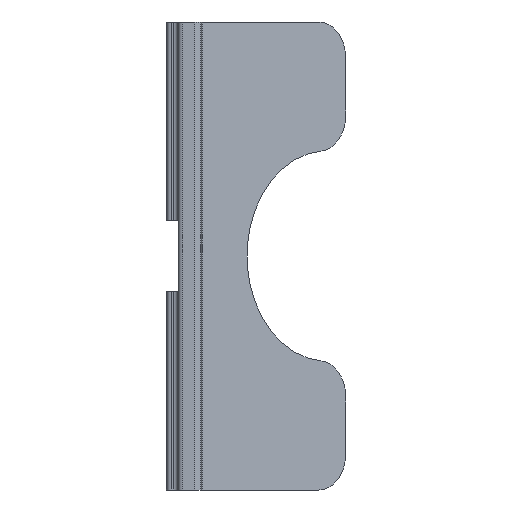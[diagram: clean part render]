
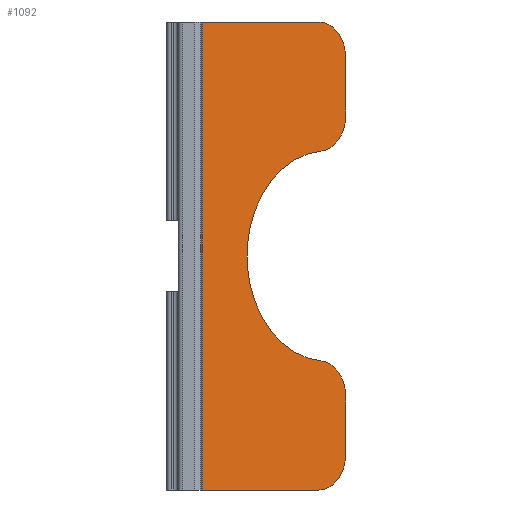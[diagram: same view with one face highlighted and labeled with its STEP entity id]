
A CAD part, left-side view. The second image highlights one B-rep face of the part: STEP entity #1092.
In plain terms, the highlighted planar face has unit normal (-0.766, -0.643, 0).
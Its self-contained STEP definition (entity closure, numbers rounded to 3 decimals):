
#5 = DIRECTION ( 'NONE',  ( 0., 0., 1. ) ) ;
#19 = VECTOR ( 'NONE', #1469, 1000. ) ;
#22 = CARTESIAN_POINT ( 'NONE',  ( -0.161, -7.657, -10. ) ) ;
#35 = VECTOR ( 'NONE', #1498, 1000. ) ;
#45 = AXIS2_PLACEMENT_3D ( 'NONE', #1045, #312, #1177 ) ;
#72 = DIRECTION ( 'NONE',  ( 0.643, -0.766, 0. ) ) ;
#79 = EDGE_CURVE ( 'NONE', #188, #319, #1148, .T. ) ;
#103 = VERTEX_POINT ( 'NONE', #1028 ) ;
#161 = VECTOR ( 'NONE', #660, 1000. ) ;
#188 = VERTEX_POINT ( 'NONE', #1050 ) ;
#190 = AXIS2_PLACEMENT_3D ( 'NONE', #996, #264, #1126 ) ;
#205 = FACE_OUTER_BOUND ( 'NONE', #663, .T. ) ;
#221 = EDGE_CURVE ( 'NONE', #1568, #1563, #1243, .T. ) ;
#240 = CARTESIAN_POINT ( 'NONE',  ( -1.045, -6.604, -4.484 ) ) ;
#244 = AXIS2_PLACEMENT_3D ( 'NONE', #1055, #325, #1188 ) ;
#264 = DIRECTION ( 'NONE',  ( -0.766, -0.643, 0. ) ) ;
#312 = DIRECTION ( 'NONE',  ( -0.766, -0.643, 0. ) ) ;
#319 = VERTEX_POINT ( 'NONE', #479 ) ;
#325 = DIRECTION ( 'NONE',  ( -0.766, -0.643, 0. ) ) ;
#338 = VERTEX_POINT ( 'NONE', #360 ) ;
#360 = CARTESIAN_POINT ( 'NONE',  ( -0.161, -7.657, 8.5 ) ) ;
#373 = EDGE_CURVE ( 'NONE', #1563, #1560, #1288, .T. ) ;
#386 = AXIS2_PLACEMENT_3D ( 'NONE', #1545, #809, #72 ) ;
#397 = EDGE_CURVE ( 'NONE', #969, #338, #1464, .T. ) ;
#408 = LINE ( 'NONE', #1366, #35 ) ;
#410 = AXIS2_PLACEMENT_3D ( 'NONE', #425, #551, #1402 ) ;
#425 = CARTESIAN_POINT ( 'NONE',  ( -0.161, -7.657, -10. ) ) ;
#452 = ORIENTED_EDGE ( 'NONE', *, *, #857, .T. ) ;
#476 = CIRCLE ( 'NONE', #386, 1.5 ) ;
#477 = VERTEX_POINT ( 'NONE', #1128 ) ;
#479 = CARTESIAN_POINT ( 'NONE',  ( -1.125, -6.508, 10. ) ) ;
#487 = CARTESIAN_POINT ( 'NONE',  ( -0.161, -7.657, -10. ) ) ;
#504 = EDGE_CURVE ( 'NONE', #477, #188, #408, .T. ) ;
#520 = LINE ( 'NONE', #22, #1499 ) ;
#530 = ORIENTED_EDGE ( 'NONE', *, *, #1320, .T. ) ;
#551 = DIRECTION ( 'NONE',  ( -0.766, -0.643, 0. ) ) ;
#571 = ORIENTED_EDGE ( 'NONE', *, *, #221, .T. ) ;
#623 = DIRECTION ( 'NONE',  ( 0.766, 0.643, 0. ) ) ;
#660 = DIRECTION ( 'NONE',  ( 0.643, -0.766, 0. ) ) ;
#663 = EDGE_LOOP ( 'NONE', ( #1061, #452, #777, #1112, #1427, #1149, #1472, #530, #1190, #571 ) ) ;
#757 = EDGE_CURVE ( 'NONE', #891, #1568, #1035, .T. ) ;
#777 = ORIENTED_EDGE ( 'NONE', *, *, #397, .T. ) ;
#789 = PLANE ( 'NONE',  #410 ) ;
#806 = VECTOR ( 'NONE', #5, 1000. ) ;
#809 = DIRECTION ( 'NONE',  ( -0.766, -0.643, 0. ) ) ;
#857 = EDGE_CURVE ( 'NONE', #1560, #969, #1538, .T. ) ;
#866 = CARTESIAN_POINT ( 'NONE',  ( -0.161, -7.657, -10. ) ) ;
#891 = VERTEX_POINT ( 'NONE', #1132 ) ;
#908 = EDGE_CURVE ( 'NONE', #477, #103, #520, .T. ) ;
#969 = VERTEX_POINT ( 'NONE', #1505 ) ;
#980 = AXIS2_PLACEMENT_3D ( 'NONE', #1347, #623, #1471 ) ;
#996 = CARTESIAN_POINT ( 'NONE',  ( -1.125, -6.508, 5.979 ) ) ;
#1005 = DIRECTION ( 'NONE',  ( 0.643, -0.766, 0. ) ) ;
#1028 = CARTESIAN_POINT ( 'NONE',  ( -1.125, -6.508, -10. ) ) ;
#1035 = LINE ( 'NONE', #487, #19 ) ;
#1045 = CARTESIAN_POINT ( 'NONE',  ( -1.125, -6.508, 8.5 ) ) ;
#1050 = CARTESIAN_POINT ( 'NONE',  ( -5.303, -1.528, 10. ) ) ;
#1055 = CARTESIAN_POINT ( 'NONE',  ( -1.125, -6.508, -5.979 ) ) ;
#1061 = ORIENTED_EDGE ( 'NONE', *, *, #373, .T. ) ;
#1092 = ADVANCED_FACE ( 'NONE', ( #205 ), #789, .T. ) ;
#1100 = CARTESIAN_POINT ( 'NONE',  ( -1.045, -6.604, 4.484 ) ) ;
#1112 = ORIENTED_EDGE ( 'NONE', *, *, #1269, .T. ) ;
#1126 = DIRECTION ( 'NONE',  ( 0.643, -0.766, 0. ) ) ;
#1128 = CARTESIAN_POINT ( 'NONE',  ( -5.303, -1.528, -10. ) ) ;
#1132 = CARTESIAN_POINT ( 'NONE',  ( -0.161, -7.657, -8.5 ) ) ;
#1148 = LINE ( 'NONE', #1518, #161 ) ;
#1149 = ORIENTED_EDGE ( 'NONE', *, *, #504, .F. ) ;
#1170 = CIRCLE ( 'NONE', #45, 1.5 ) ;
#1177 = DIRECTION ( 'NONE',  ( 0.643, -0.766, 0. ) ) ;
#1188 = DIRECTION ( 'NONE',  ( 0.643, -0.766, 0. ) ) ;
#1190 = ORIENTED_EDGE ( 'NONE', *, *, #757, .T. ) ;
#1243 = CIRCLE ( 'NONE', #244, 1.5 ) ;
#1269 = EDGE_CURVE ( 'NONE', #338, #319, #1170, .T. ) ;
#1288 = CIRCLE ( 'NONE', #980, 4.5 ) ;
#1320 = EDGE_CURVE ( 'NONE', #103, #891, #476, .T. ) ;
#1345 = CARTESIAN_POINT ( 'NONE',  ( -0.161, -7.657, -5.979 ) ) ;
#1347 = CARTESIAN_POINT ( 'NONE',  ( -0.804, -6.891, 0. ) ) ;
#1366 = CARTESIAN_POINT ( 'NONE',  ( -5.303, -1.528, -10. ) ) ;
#1402 = DIRECTION ( 'NONE',  ( 0.643, -0.766, 0. ) ) ;
#1427 = ORIENTED_EDGE ( 'NONE', *, *, #79, .F. ) ;
#1464 = LINE ( 'NONE', #866, #806 ) ;
#1469 = DIRECTION ( 'NONE',  ( 0., 0., 1. ) ) ;
#1471 = DIRECTION ( 'NONE',  ( -0.643, 0.766, 0. ) ) ;
#1472 = ORIENTED_EDGE ( 'NONE', *, *, #908, .T. ) ;
#1498 = DIRECTION ( 'NONE',  ( 0., 0., 1. ) ) ;
#1499 = VECTOR ( 'NONE', #1005, 1000. ) ;
#1505 = CARTESIAN_POINT ( 'NONE',  ( -0.161, -7.657, 5.979 ) ) ;
#1518 = CARTESIAN_POINT ( 'NONE',  ( -0.161, -7.657, 10. ) ) ;
#1538 = CIRCLE ( 'NONE', #190, 1.5 ) ;
#1545 = CARTESIAN_POINT ( 'NONE',  ( -1.125, -6.508, -8.5 ) ) ;
#1560 = VERTEX_POINT ( 'NONE', #1100 ) ;
#1563 = VERTEX_POINT ( 'NONE', #240 ) ;
#1568 = VERTEX_POINT ( 'NONE', #1345 ) ;
